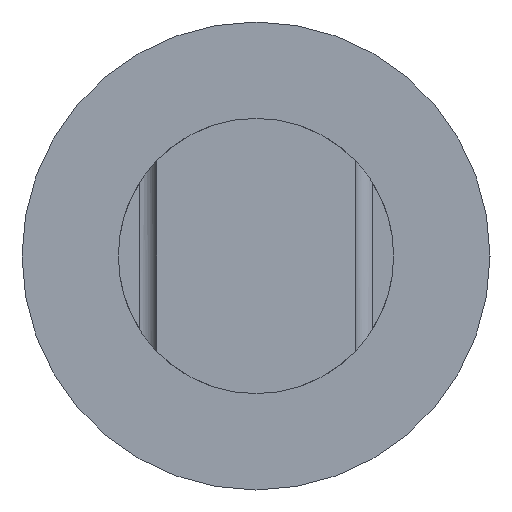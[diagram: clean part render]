
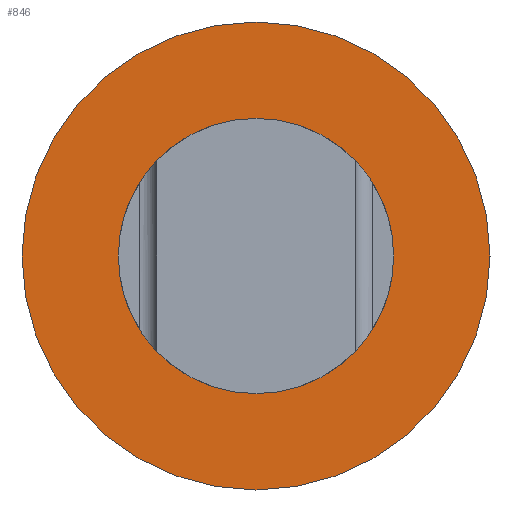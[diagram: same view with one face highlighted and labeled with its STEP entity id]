
A CAD part, left-side view. The second image highlights one B-rep face of the part: STEP entity #846.
In plain terms, the highlighted planar face has unit normal (-1, 0, 0).
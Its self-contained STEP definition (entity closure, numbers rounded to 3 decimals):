
#144=CARTESIAN_POINT('',(-49.9,0.,0.));
#145=DIRECTION('',(-1.,0.,0.));
#146=DIRECTION('',(0.,-1.,0.));
#147=AXIS2_PLACEMENT_3D('',#144,#145,#146);
#184=CARTESIAN_POINT('',(-49.9,0.,0.));
#185=DIRECTION('',(-1.,0.,0.));
#186=DIRECTION('',(0.,1.,0.));
#187=AXIS2_PLACEMENT_3D('',#184,#185,#186);
#277=CARTESIAN_POINT('',(-49.9,0.,0.));
#278=DIRECTION('',(-1.,0.,0.));
#279=DIRECTION('',(0.,0.,1.));
#280=AXIS2_PLACEMENT_3D('',#277,#278,#279);
#282=CARTESIAN_POINT('',(-49.9,0.,0.));
#283=DIRECTION('',(-1.,0.,0.));
#284=DIRECTION('',(0.,0.,-1.));
#285=AXIS2_PLACEMENT_3D('',#282,#283,#284);
#419=CARTESIAN_POINT('',(-49.9,0.,6.928));
#420=CARTESIAN_POINT('',(-49.9,0.,-6.928));
#421=VERTEX_POINT('',#419);
#422=VERTEX_POINT('',#420);
#427=CARTESIAN_POINT('',(-49.9,-4.075,0.));
#428=CARTESIAN_POINT('',(-49.9,4.075,0.));
#429=VERTEX_POINT('',#427);
#430=VERTEX_POINT('',#428);
#831=CARTESIAN_POINT('',(-49.9,0.,0.));
#832=DIRECTION('',(-1.,0.,0.));
#833=DIRECTION('',(0.,0.,1.));
#834=AXIS2_PLACEMENT_3D('',#831,#832,#833);
#835=PLANE('',#834);
#837=ORIENTED_EDGE('',*,*,#836,.F.);
#839=ORIENTED_EDGE('',*,*,#838,.F.);
#840=EDGE_LOOP('',(#837,#839));
#841=FACE_OUTER_BOUND('',#840,.F.);
#842=ORIENTED_EDGE('',*,*,#656,.T.);
#843=ORIENTED_EDGE('',*,*,#717,.T.);
#844=EDGE_LOOP('',(#842,#843));
#845=FACE_BOUND('',#844,.F.);
#846=ADVANCED_FACE('',(#841,#845),#835,.T.);
#148=CIRCLE('',#147,4.075);
#188=CIRCLE('',#187,4.075);
#281=CIRCLE('',#280,6.928);
#286=CIRCLE('',#285,6.928);
#656=EDGE_CURVE('',#429,#430,#148,.T.);
#717=EDGE_CURVE('',#430,#429,#188,.T.);
#836=EDGE_CURVE('',#421,#422,#281,.T.);
#838=EDGE_CURVE('',#422,#421,#286,.T.);
